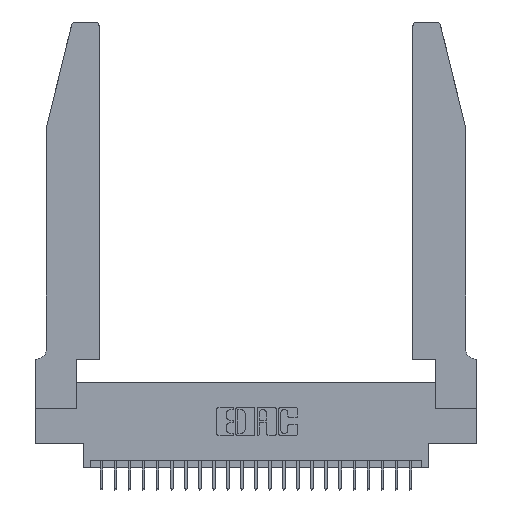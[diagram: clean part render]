
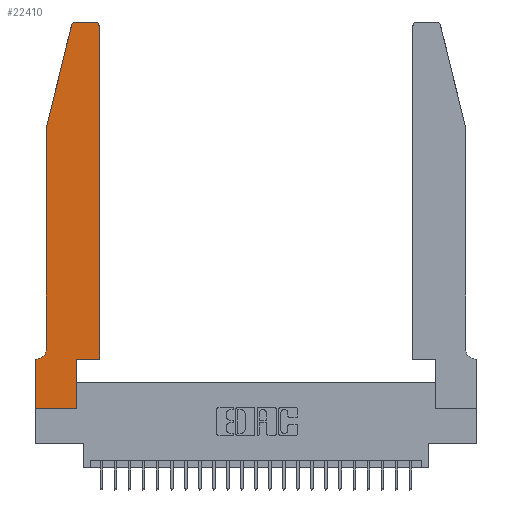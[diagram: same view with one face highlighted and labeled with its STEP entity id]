
A CAD part, top view. The second image highlights one B-rep face of the part: STEP entity #22410.
In plain terms, the highlighted planar face has unit normal (0, 0, 1).
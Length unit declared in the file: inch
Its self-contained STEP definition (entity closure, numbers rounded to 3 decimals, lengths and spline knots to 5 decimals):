
#171 = LINE ( 'NONE', #25544, #4925 ) ;
#313 = ORIENTED_EDGE ( 'NONE', *, *, #19051, .T. ) ;
#645 = VERTEX_POINT ( 'NONE', #17584 ) ;
#796 = VECTOR ( 'NONE', #7978, 39.37008 ) ;
#841 = DIRECTION ( 'NONE',  ( -1., 0., 0. ) ) ;
#1286 = LINE ( 'NONE', #12432, #21754 ) ;
#1334 = ORIENTED_EDGE ( 'NONE', *, *, #20031, .T. ) ;
#1762 = EDGE_CURVE ( 'NONE', #23541, #3779, #17234, .T. ) ;
#1805 = DIRECTION ( 'NONE',  ( 0., 0., 1. ) ) ;
#1888 = ORIENTED_EDGE ( 'NONE', *, *, #17836, .T. ) ;
#1930 = LINE ( 'NONE', #7332, #12002 ) ;
#1959 = ORIENTED_EDGE ( 'NONE', *, *, #19380, .T. ) ;
#2074 = VECTOR ( 'NONE', #9657, 39.37008 ) ;
#2298 = CARTESIAN_POINT ( 'NONE',  ( 0.284, 2.75, 0.37 ) ) ;
#2386 = DIRECTION ( 'NONE',  ( -0.239, -0.971, 0. ) ) ;
#2393 = ORIENTED_EDGE ( 'NONE', *, *, #6044, .T. ) ;
#2718 = ORIENTED_EDGE ( 'NONE', *, *, #24852, .T. ) ;
#3145 = PLANE ( 'NONE',  #8955 ) ;
#3292 = CARTESIAN_POINT ( 'NONE',  ( 0.4205, 2.72, 0.37 ) ) ;
#3779 = VERTEX_POINT ( 'NONE', #12933 ) ;
#4458 = ORIENTED_EDGE ( 'NONE', *, *, #22480, .T. ) ;
#4580 = LINE ( 'NONE', #10963, #14651 ) ;
#4661 = VERTEX_POINT ( 'NONE', #13915 ) ;
#4746 = DIRECTION ( 'NONE',  ( 0., 0., -1. ) ) ;
#4827 = AXIS2_PLACEMENT_3D ( 'NONE', #13888, #1805, #15888 ) ;
#4846 = LINE ( 'NONE', #5392, #20035 ) ;
#4925 = VECTOR ( 'NONE', #11990, 39.37008 ) ;
#5307 = DIRECTION ( 'NONE',  ( 1., 0., 0. ) ) ;
#5392 = CARTESIAN_POINT ( 'NONE',  ( 0.0755, 0.35, 0.37 ) ) ;
#5652 = EDGE_CURVE ( 'NONE', #3779, #8757, #20559, .T. ) ;
#6044 = EDGE_CURVE ( 'NONE', #22504, #9639, #1286, .T. ) ;
#7155 = DIRECTION ( 'NONE',  ( 0., 0., 1. ) ) ;
#7332 = CARTESIAN_POINT ( 'NONE',  ( 0., 0., 0.37 ) ) ;
#7398 = DIRECTION ( 'NONE',  ( -1., 0., 0. ) ) ;
#7978 = DIRECTION ( 'NONE',  ( 0., 1., 0. ) ) ;
#8063 = LINE ( 'NONE', #19500, #2074 ) ;
#8134 = CARTESIAN_POINT ( 'NONE',  ( 0.0755, 2., 0.37 ) ) ;
#8180 = ORIENTED_EDGE ( 'NONE', *, *, #1762, .T. ) ;
#8621 = EDGE_CURVE ( 'NONE', #8757, #25560, #15080, .T. ) ;
#8757 = VERTEX_POINT ( 'NONE', #11360 ) ;
#8778 = DIRECTION ( 'NONE',  ( 0., 1., 0. ) ) ;
#8955 = AXIS2_PLACEMENT_3D ( 'NONE', #19060, #7155, #20954 ) ;
#8971 = CARTESIAN_POINT ( 'NONE',  ( 0.4505, 0.35, 0.37 ) ) ;
#9137 = ORIENTED_EDGE ( 'NONE', *, *, #9996, .T. ) ;
#9174 = FACE_OUTER_BOUND ( 'NONE', #23295, .T. ) ;
#9375 = DIRECTION ( 'NONE',  ( 1., 0., 0. ) ) ;
#9639 = VERTEX_POINT ( 'NONE', #8134 ) ;
#9657 = DIRECTION ( 'NONE',  ( 0., -1., 0. ) ) ;
#9996 = EDGE_CURVE ( 'NONE', #9639, #645, #171, .T. ) ;
#10078 = CARTESIAN_POINT ( 'NONE',  ( 0.2865, 0.35, 0.37 ) ) ;
#10219 = VERTEX_POINT ( 'NONE', #10570 ) ;
#10426 = CARTESIAN_POINT ( 'NONE',  ( 0., 0.35, 0.37 ) ) ;
#10570 = CARTESIAN_POINT ( 'NONE',  ( 0., 0., 0.37 ) ) ;
#10709 = CIRCLE ( 'NONE', #4827, 0.03 ) ;
#10963 = CARTESIAN_POINT ( 'NONE',  ( 0.4505, 0.35, 0.37 ) ) ;
#11056 = EDGE_CURVE ( 'NONE', #645, #12175, #18875, .T. ) ;
#11360 = CARTESIAN_POINT ( 'NONE',  ( 0.4205, 2.75, 0.37 ) ) ;
#11990 = DIRECTION ( 'NONE',  ( 0., -1., 0. ) ) ;
#12002 = VECTOR ( 'NONE', #9375, 39.37008 ) ;
#12175 = VERTEX_POINT ( 'NONE', #16718 ) ;
#12432 = CARTESIAN_POINT ( 'NONE',  ( 0.0755, 2., 0.37 ) ) ;
#12933 = CARTESIAN_POINT ( 'NONE',  ( 0.4505, 2.72, 0.37 ) ) ;
#13601 = ORIENTED_EDGE ( 'NONE', *, *, #5652, .T. ) ;
#13888 = CARTESIAN_POINT ( 'NONE',  ( 0.284, 2.72, 0.37 ) ) ;
#13915 = CARTESIAN_POINT ( 'NONE',  ( 0.2865, 0.35, 0.37 ) ) ;
#14651 = VECTOR ( 'NONE', #22736, 39.37008 ) ;
#15080 = LINE ( 'NONE', #18836, #18990 ) ;
#15433 = ORIENTED_EDGE ( 'NONE', *, *, #11056, .T. ) ;
#15888 = DIRECTION ( 'NONE',  ( 1., 0., 0. ) ) ;
#16718 = CARTESIAN_POINT ( 'NONE',  ( 0.0055, 0.35, 0.37 ) ) ;
#16763 = CARTESIAN_POINT ( 'NONE',  ( 0.0055, 0.42, 0.37 ) ) ;
#17234 = LINE ( 'NONE', #18627, #22304 ) ;
#17283 = DIRECTION ( 'NONE',  ( 0., 0., 1. ) ) ;
#17443 = LINE ( 'NONE', #10078, #796 ) ;
#17584 = CARTESIAN_POINT ( 'NONE',  ( 0.0755, 0.42, 0.37 ) ) ;
#17598 = ORIENTED_EDGE ( 'NONE', *, *, #8621, .T. ) ;
#17836 = EDGE_CURVE ( 'NONE', #25560, #22504, #10709, .T. ) ;
#18627 = CARTESIAN_POINT ( 'NONE',  ( 0.4505, 0.35, 0.37 ) ) ;
#18651 = DIRECTION ( 'NONE',  ( -1., 0., 0. ) ) ;
#18723 = AXIS2_PLACEMENT_3D ( 'NONE', #16763, #4746, #18651 ) ;
#18836 = CARTESIAN_POINT ( 'NONE',  ( 0.2605, 2.75, 0.37 ) ) ;
#18875 = CIRCLE ( 'NONE', #18723, 0.07 ) ;
#18990 = VECTOR ( 'NONE', #841, 39.37008 ) ;
#19051 = EDGE_CURVE ( 'NONE', #19702, #10219, #8063, .T. ) ;
#19060 = CARTESIAN_POINT ( 'NONE',  ( 0., 0.35, 0.37 ) ) ;
#19380 = EDGE_CURVE ( 'NONE', #4661, #23541, #4580, .T. ) ;
#19500 = CARTESIAN_POINT ( 'NONE',  ( 0., 0., 0.37 ) ) ;
#19702 = VERTEX_POINT ( 'NONE', #10426 ) ;
#19887 = CARTESIAN_POINT ( 'NONE',  ( 0.2865, 0., 0.37 ) ) ;
#20031 = EDGE_CURVE ( 'NONE', #12175, #19702, #4846, .T. ) ;
#20035 = VECTOR ( 'NONE', #7398, 39.37008 ) ;
#20559 = CIRCLE ( 'NONE', #22012, 0.03 ) ;
#20954 = DIRECTION ( 'NONE',  ( 1., 0., 0. ) ) ;
#21205 = CARTESIAN_POINT ( 'NONE',  ( 0.25487, 2.72718, 0.37 ) ) ;
#21754 = VECTOR ( 'NONE', #2386, 39.37008 ) ;
#22012 = AXIS2_PLACEMENT_3D ( 'NONE', #3292, #17283, #5307 ) ;
#22304 = VECTOR ( 'NONE', #8778, 39.37008 ) ;
#22410 = ADVANCED_FACE ( 'NONE', ( #9174 ), #3145, .T. ) ;
#22480 = EDGE_CURVE ( 'NONE', #10219, #24340, #1930, .T. ) ;
#22504 = VERTEX_POINT ( 'NONE', #21205 ) ;
#22736 = DIRECTION ( 'NONE',  ( 1., 0., 0. ) ) ;
#23295 = EDGE_LOOP ( 'NONE', ( #17598, #1888, #2393, #9137, #15433, #1334, #313, #4458, #2718, #1959, #8180, #13601 ) ) ;
#23541 = VERTEX_POINT ( 'NONE', #8971 ) ;
#24340 = VERTEX_POINT ( 'NONE', #19887 ) ;
#24852 = EDGE_CURVE ( 'NONE', #24340, #4661, #17443, .T. ) ;
#25544 = CARTESIAN_POINT ( 'NONE',  ( 0.0755, 2., 0.37 ) ) ;
#25560 = VERTEX_POINT ( 'NONE', #2298 ) ;
